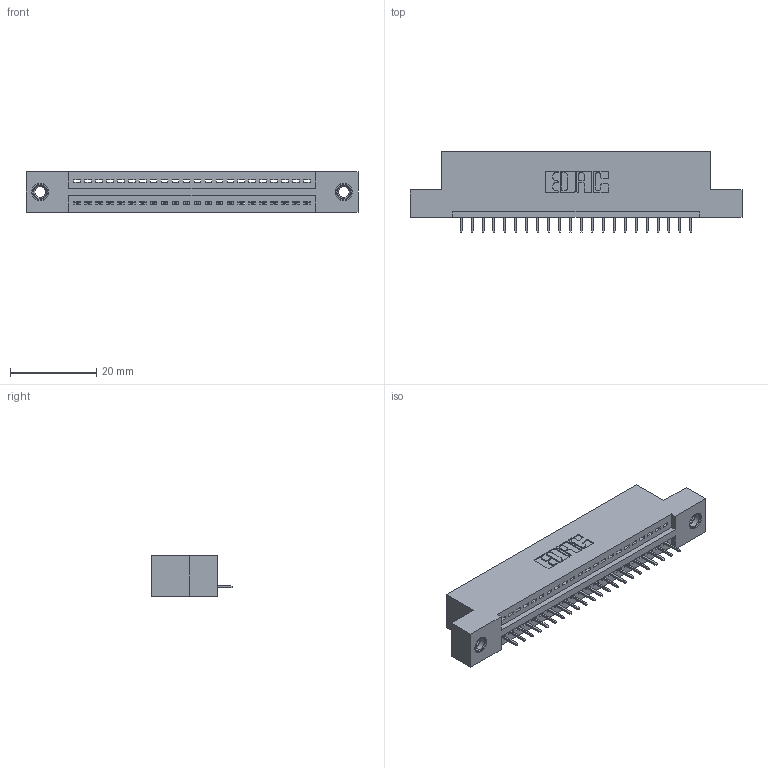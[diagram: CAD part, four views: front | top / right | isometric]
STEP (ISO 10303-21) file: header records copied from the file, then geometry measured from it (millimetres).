
FILE_DESCRIPTION (( 'STEP AP203' ), '1' );
FILE_NAME ('895-022-525-107.STEP', '2020-09-25T09:58:52', ( '' ), ( '' ), 'SwSTEP 2.0', 'SolidWorks 2020', '' );
FILE_SCHEMA (( 'CONFIG_CONTROL_DESIGN' ));
Length unit declared in the file: inch
Products named in the file (4): 345-250-001_345-250-005-103; 895-022-525-107; 345-292-001_345-293-125; 845 Part_Flush Mounting Lugs - 0.156 Dia-TI
Assembly tree (25 placements, depth 2):
  895-022-525-107
    845 Part_Flush Mounting Lugs - 0.156 Dia-TI
    345-292-001_345-293-125  x22
    345-250-001_345-250-005-103  x2
Bounding box: 77.09 x 18.72 x 9.4 mm (x, y, z)
Volume: 7054.8 mm3; surface area: 8836.4 mm2
Topology: 25 solids, 25 shells, 1550 faces, 4437 edges, 2862 vertices
Faces by surface type: plane 1124, cylinder 410, cone 12, torus 4
Entity records: 20510 total; most frequent: CARTESIAN_POINT 3533, ORIENTED_EDGE 3482, DIRECTION 3143, EDGE_CURVE 1741, VECTOR 1505, LINE 1505, VERTEX_POINT 1152, AXIS2_PLACEMENT_3D 819
